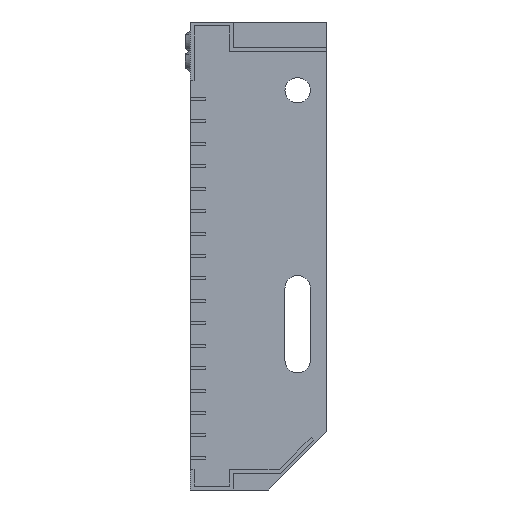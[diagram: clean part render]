
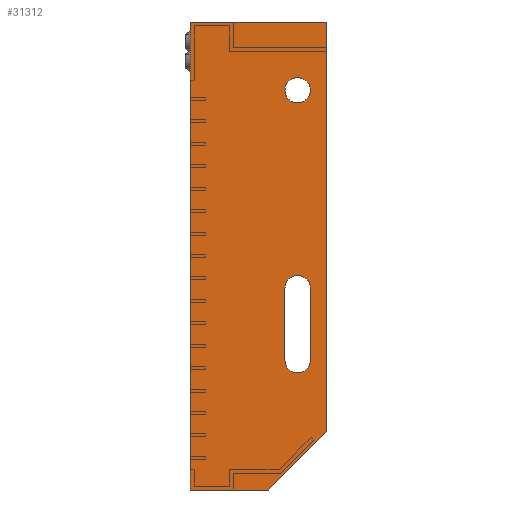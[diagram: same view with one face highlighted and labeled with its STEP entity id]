
A CAD part, left-side view. The second image highlights one B-rep face of the part: STEP entity #31312.
In plain terms, the highlighted planar face has unit normal (-1, 0, 0).
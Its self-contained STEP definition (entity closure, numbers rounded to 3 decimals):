
#41 = CARTESIAN_POINT ( 'NONE',  ( -450., 15., -136.5 ) ) ;
#124 = EDGE_CURVE ( 'NONE', #25490, #30646, #3326, .T. ) ;
#644 = EDGE_CURVE ( 'NONE', #21532, #23556, #25950, .T. ) ;
#687 = LINE ( 'NONE', #18573, #31160 ) ;
#912 = AXIS2_PLACEMENT_3D ( 'NONE', #9999, #9888, #2513 ) ;
#1431 = DIRECTION ( 'NONE',  ( 0., 0., -1. ) ) ;
#2513 = DIRECTION ( 'NONE',  ( 0., 0., -1. ) ) ;
#2625 = DIRECTION ( 'NONE',  ( 0., -1., 0. ) ) ;
#3303 = EDGE_CURVE ( 'NONE', #16502, #21532, #3926, .T. ) ;
#3322 = DIRECTION ( 'NONE',  ( 0., 0., -1. ) ) ;
#3326 = CIRCLE ( 'NONE', #6506, 6.5 ) ;
#3926 = LINE ( 'NONE', #15244, #9356 ) ;
#4041 = CARTESIAN_POINT ( 'NONE',  ( -450., 0., -210. ) ) ;
#4261 = CARTESIAN_POINT ( 'NONE',  ( -450., 70., 0. ) ) ;
#5126 = VERTEX_POINT ( 'NONE', #12199 ) ;
#5354 = LINE ( 'NONE', #25218, #22579 ) ;
#5509 = CARTESIAN_POINT ( 'NONE',  ( -450., 30., -240. ) ) ;
#5828 = EDGE_LOOP ( 'NONE', ( #14202, #17912 ) ) ;
#6506 = AXIS2_PLACEMENT_3D ( 'NONE', #41, #12458, #22637 ) ;
#6789 = EDGE_CURVE ( 'NONE', #30646, #15511, #7225, .T. ) ;
#6845 = CARTESIAN_POINT ( 'NONE',  ( -450., 15., -173.5 ) ) ;
#6955 = DIRECTION ( 'NONE',  ( 1., 0., 0. ) ) ;
#7015 = ORIENTED_EDGE ( 'NONE', *, *, #3303, .F. ) ;
#7052 = CARTESIAN_POINT ( 'NONE',  ( -450., 21.5, -136.5 ) ) ;
#7125 = VERTEX_POINT ( 'NONE', #13181 ) ;
#7225 = LINE ( 'NONE', #13862, #15481 ) ;
#7299 = CARTESIAN_POINT ( 'NONE',  ( -450., 0., 0. ) ) ;
#7458 = EDGE_CURVE ( 'NONE', #5126, #19860, #12134, .T. ) ;
#7916 = CARTESIAN_POINT ( 'NONE',  ( -450., 21.5, -173.5 ) ) ;
#8014 = FACE_BOUND ( 'NONE', #13679, .T. ) ;
#8157 = ORIENTED_EDGE ( 'NONE', *, *, #16538, .T. ) ;
#8640 = EDGE_CURVE ( 'NONE', #15511, #16319, #22111, .T. ) ;
#9356 = VECTOR ( 'NONE', #2625, 1000. ) ;
#9790 = DIRECTION ( 'NONE',  ( 0., 0., -1. ) ) ;
#9802 = DIRECTION ( 'NONE',  ( 1., 0., 0. ) ) ;
#9888 = DIRECTION ( 'NONE',  ( 1., 0., 0. ) ) ;
#9999 = CARTESIAN_POINT ( 'NONE',  ( -450., 15., -173.5 ) ) ;
#10332 = VERTEX_POINT ( 'NONE', #7916 ) ;
#10398 = CARTESIAN_POINT ( 'NONE',  ( -450., 0., -210. ) ) ;
#10884 = CARTESIAN_POINT ( 'NONE',  ( -450., 8.5, -173.5 ) ) ;
#11477 = CARTESIAN_POINT ( 'NONE',  ( -450., 15., -35. ) ) ;
#11891 = DIRECTION ( 'NONE',  ( 0., 0., -1. ) ) ;
#12134 = CIRCLE ( 'NONE', #21190, 6.5 ) ;
#12199 = CARTESIAN_POINT ( 'NONE',  ( -450., 15., -28.5 ) ) ;
#12344 = PLANE ( 'NONE',  #12684 ) ;
#12458 = DIRECTION ( 'NONE',  ( 1., 0., 0. ) ) ;
#12552 = ORIENTED_EDGE ( 'NONE', *, *, #8640, .T. ) ;
#12625 = ORIENTED_EDGE ( 'NONE', *, *, #124, .T. ) ;
#12684 = AXIS2_PLACEMENT_3D ( 'NONE', #7299, #9802, #27307 ) ;
#12824 = ORIENTED_EDGE ( 'NONE', *, *, #26620, .F. ) ;
#13006 = CARTESIAN_POINT ( 'NONE',  ( -450., 0., 0. ) ) ;
#13181 = CARTESIAN_POINT ( 'NONE',  ( -450., 70., -240. ) ) ;
#13487 = CIRCLE ( 'NONE', #30020, 6.5 ) ;
#13679 = EDGE_LOOP ( 'NONE', ( #31956, #12552, #8157, #28695, #12625 ) ) ;
#13862 = CARTESIAN_POINT ( 'NONE',  ( -450., 8.5, -136.5 ) ) ;
#13865 = DIRECTION ( 'NONE',  ( 0., 1., 0. ) ) ;
#14005 = DIRECTION ( 'NONE',  ( 1., 0., 0. ) ) ;
#14202 = ORIENTED_EDGE ( 'NONE', *, *, #27735, .T. ) ;
#14814 = EDGE_CURVE ( 'NONE', #7125, #16502, #26865, .T. ) ;
#14859 = CARTESIAN_POINT ( 'NONE',  ( -450., 15., -41.5 ) ) ;
#15244 = CARTESIAN_POINT ( 'NONE',  ( -450., 0., 0. ) ) ;
#15481 = VECTOR ( 'NONE', #1431, 1000. ) ;
#15511 = VERTEX_POINT ( 'NONE', #10884 ) ;
#15856 = VECTOR ( 'NONE', #13865, 1000. ) ;
#15966 = VERTEX_POINT ( 'NONE', #5509 ) ;
#16176 = CARTESIAN_POINT ( 'NONE',  ( -450., 15., -180. ) ) ;
#16319 = VERTEX_POINT ( 'NONE', #16176 ) ;
#16502 = VERTEX_POINT ( 'NONE', #4261 ) ;
#16533 = VECTOR ( 'NONE', #29065, 1000. ) ;
#16538 = EDGE_CURVE ( 'NONE', #16319, #10332, #16770, .T. ) ;
#16770 = CIRCLE ( 'NONE', #20436, 6.5 ) ;
#16912 = ORIENTED_EDGE ( 'NONE', *, *, #14814, .F. ) ;
#17749 = EDGE_CURVE ( 'NONE', #10332, #25490, #5354, .T. ) ;
#17912 = ORIENTED_EDGE ( 'NONE', *, *, #7458, .T. ) ;
#18409 = ORIENTED_EDGE ( 'NONE', *, *, #27703, .F. ) ;
#18573 = CARTESIAN_POINT ( 'NONE',  ( -450., 30., -240. ) ) ;
#18642 = FACE_BOUND ( 'NONE', #5828, .T. ) ;
#19125 = DIRECTION ( 'NONE',  ( 1., 0., 0. ) ) ;
#19786 = CARTESIAN_POINT ( 'NONE',  ( -450., 15., -35. ) ) ;
#19860 = VERTEX_POINT ( 'NONE', #14859 ) ;
#20436 = AXIS2_PLACEMENT_3D ( 'NONE', #6845, #6955, #11891 ) ;
#21190 = AXIS2_PLACEMENT_3D ( 'NONE', #11477, #14005, #3322 ) ;
#21323 = EDGE_LOOP ( 'NONE', ( #23362, #7015, #16912, #18409, #12824 ) ) ;
#21532 = VERTEX_POINT ( 'NONE', #13006 ) ;
#21821 = DIRECTION ( 'NONE',  ( 0., 0., 1. ) ) ;
#22111 = CIRCLE ( 'NONE', #912, 6.5 ) ;
#22579 = VECTOR ( 'NONE', #27740, 1000. ) ;
#22637 = DIRECTION ( 'NONE',  ( 0., 0., -1. ) ) ;
#23362 = ORIENTED_EDGE ( 'NONE', *, *, #644, .F. ) ;
#23556 = VERTEX_POINT ( 'NONE', #10398 ) ;
#24069 = CARTESIAN_POINT ( 'NONE',  ( -450., 8.5, -136.5 ) ) ;
#24460 = FACE_OUTER_BOUND ( 'NONE', #21323, .T. ) ;
#25215 = LINE ( 'NONE', #26122, #15856 ) ;
#25218 = CARTESIAN_POINT ( 'NONE',  ( -450., 21.5, -173.5 ) ) ;
#25490 = VERTEX_POINT ( 'NONE', #7052 ) ;
#25950 = LINE ( 'NONE', #4041, #16533 ) ;
#26122 = CARTESIAN_POINT ( 'NONE',  ( -450., 70., -240. ) ) ;
#26620 = EDGE_CURVE ( 'NONE', #23556, #15966, #687, .T. ) ;
#26865 = LINE ( 'NONE', #31436, #28458 ) ;
#27307 = DIRECTION ( 'NONE',  ( 0., 0., 1. ) ) ;
#27703 = EDGE_CURVE ( 'NONE', #15966, #7125, #25215, .T. ) ;
#27735 = EDGE_CURVE ( 'NONE', #19860, #5126, #13487, .T. ) ;
#27740 = DIRECTION ( 'NONE',  ( 0., 0., 1. ) ) ;
#28458 = VECTOR ( 'NONE', #21821, 1000. ) ;
#28695 = ORIENTED_EDGE ( 'NONE', *, *, #17749, .T. ) ;
#29065 = DIRECTION ( 'NONE',  ( 0., 0., -1. ) ) ;
#30020 = AXIS2_PLACEMENT_3D ( 'NONE', #19786, #19125, #9790 ) ;
#30646 = VERTEX_POINT ( 'NONE', #24069 ) ;
#31160 = VECTOR ( 'NONE', #31325, 1000. ) ;
#31312 = ADVANCED_FACE ( 'NONE', ( #8014, #18642, #24460 ), #12344, .F. ) ;
#31325 = DIRECTION ( 'NONE',  ( 0., 0.707, -0.707 ) ) ;
#31436 = CARTESIAN_POINT ( 'NONE',  ( -450., 70., 0. ) ) ;
#31956 = ORIENTED_EDGE ( 'NONE', *, *, #6789, .T. ) ;
